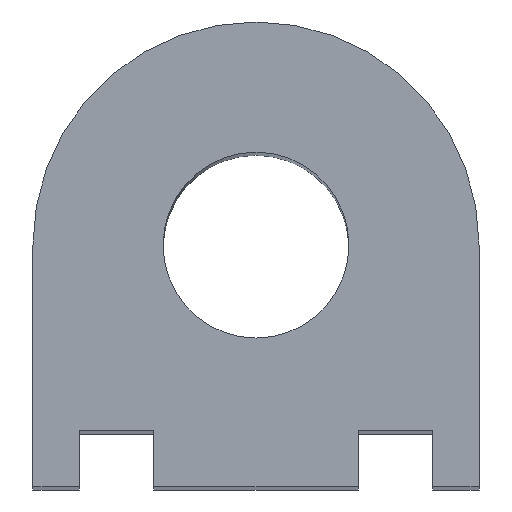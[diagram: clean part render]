
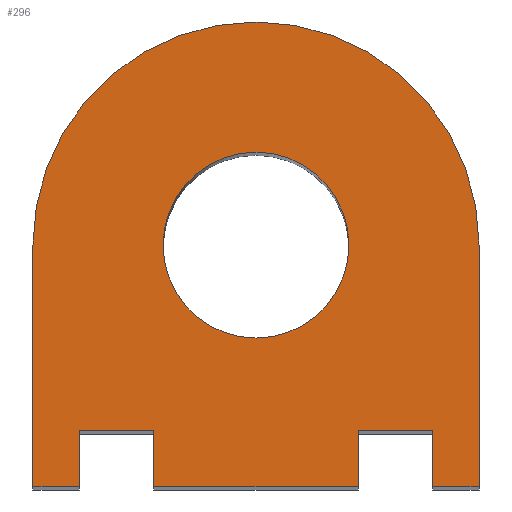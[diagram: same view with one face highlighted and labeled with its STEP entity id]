
A CAD part, top view. The second image highlights one B-rep face of the part: STEP entity #296.
In plain terms, the highlighted planar face has unit normal (0, 0, 1).
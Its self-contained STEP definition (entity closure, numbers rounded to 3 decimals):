
#17=FACE_BOUND('',#62,.T.);
#30=PLANE('',#338);
#45=FACE_OUTER_BOUND('',#61,.T.);
#61=EDGE_LOOP('',(#267,#268,#269,#270,#271,#272,#273,#274,#275,#276,#277,
#278));
#62=EDGE_LOOP('',(#279));
#77=LINE('',#454,#112);
#79=LINE('',#458,#114);
#81=LINE('',#462,#116);
#83=LINE('',#466,#118);
#85=LINE('',#470,#120);
#87=LINE('',#474,#122);
#89=LINE('',#478,#124);
#91=LINE('',#482,#126);
#93=LINE('',#486,#128);
#95=LINE('',#490,#130);
#97=LINE('',#493,#132);
#112=VECTOR('',#371,10.);
#114=VECTOR('',#375,10.);
#116=VECTOR('',#379,10.);
#118=VECTOR('',#383,10.);
#120=VECTOR('',#387,10.);
#122=VECTOR('',#391,10.);
#124=VECTOR('',#395,10.);
#126=VECTOR('',#399,10.);
#128=VECTOR('',#403,10.);
#130=VECTOR('',#407,10.);
#132=VECTOR('',#411,10.);
#134=CIRCLE('',#322,2.5);
#136=CIRCLE('',#326,6.);
#138=VERTEX_POINT('',#418);
#151=VERTEX_POINT('',#447);
#152=VERTEX_POINT('',#448);
#153=VERTEX_POINT('',#453);
#154=VERTEX_POINT('',#457);
#155=VERTEX_POINT('',#461);
#156=VERTEX_POINT('',#465);
#157=VERTEX_POINT('',#469);
#158=VERTEX_POINT('',#473);
#159=VERTEX_POINT('',#477);
#160=VERTEX_POINT('',#481);
#161=VERTEX_POINT('',#485);
#162=VERTEX_POINT('',#489);
#165=EDGE_CURVE('',#138,#138,#134,.T.);
#178=EDGE_CURVE('',#151,#152,#136,.T.);
#181=EDGE_CURVE('',#152,#153,#77,.T.);
#183=EDGE_CURVE('',#153,#154,#79,.T.);
#185=EDGE_CURVE('',#154,#155,#81,.T.);
#187=EDGE_CURVE('',#155,#156,#83,.T.);
#189=EDGE_CURVE('',#156,#157,#85,.T.);
#191=EDGE_CURVE('',#157,#158,#87,.T.);
#193=EDGE_CURVE('',#158,#159,#89,.T.);
#195=EDGE_CURVE('',#159,#160,#91,.T.);
#197=EDGE_CURVE('',#160,#161,#93,.T.);
#199=EDGE_CURVE('',#161,#162,#95,.T.);
#201=EDGE_CURVE('',#162,#151,#97,.T.);
#267=ORIENTED_EDGE('',*,*,#178,.F.);
#268=ORIENTED_EDGE('',*,*,#201,.F.);
#269=ORIENTED_EDGE('',*,*,#199,.F.);
#270=ORIENTED_EDGE('',*,*,#197,.F.);
#271=ORIENTED_EDGE('',*,*,#195,.F.);
#272=ORIENTED_EDGE('',*,*,#193,.F.);
#273=ORIENTED_EDGE('',*,*,#191,.F.);
#274=ORIENTED_EDGE('',*,*,#189,.F.);
#275=ORIENTED_EDGE('',*,*,#187,.F.);
#276=ORIENTED_EDGE('',*,*,#185,.F.);
#277=ORIENTED_EDGE('',*,*,#183,.F.);
#278=ORIENTED_EDGE('',*,*,#181,.F.);
#279=ORIENTED_EDGE('',*,*,#165,.T.);
#296=ADVANCED_FACE('',(#45,#17),#30,.T.);
#322=AXIS2_PLACEMENT_3D('',#420,#346,#347);
#326=AXIS2_PLACEMENT_3D('',#449,#365,#366);
#338=AXIS2_PLACEMENT_3D('',#494,#412,#413);
#346=DIRECTION('center_axis',(0.,0.,-1.));
#347=DIRECTION('ref_axis',(-1.,0.,0.));
#365=DIRECTION('center_axis',(0.,0.,-1.));
#366=DIRECTION('ref_axis',(-1.,0.,0.));
#371=DIRECTION('',(0.,-1.,0.));
#375=DIRECTION('',(-1.,0.,0.));
#379=DIRECTION('',(0.,1.,0.));
#383=DIRECTION('',(-1.,0.,0.));
#387=DIRECTION('',(0.,-1.,0.));
#391=DIRECTION('',(-1.,0.,0.));
#395=DIRECTION('',(0.,1.,0.));
#399=DIRECTION('',(-1.,0.,0.));
#403=DIRECTION('',(0.,-1.,0.));
#407=DIRECTION('',(-1.,0.,0.));
#411=DIRECTION('',(0.,1.,0.));
#412=DIRECTION('center_axis',(0.,0.,1.));
#413=DIRECTION('ref_axis',(1.,0.,0.));
#418=CARTESIAN_POINT('',(2.5,0.25,25.));
#420=CARTESIAN_POINT('Origin',(0.,0.25,25.));
#447=CARTESIAN_POINT('',(-6.,0.25,25.));
#448=CARTESIAN_POINT('',(6.,0.25,25.));
#449=CARTESIAN_POINT('Origin',(0.,0.25,
25.));
#453=CARTESIAN_POINT('',(6.,-6.25,25.));
#454=CARTESIAN_POINT('',(6.,0.25,25.));
#457=CARTESIAN_POINT('',(4.75,-6.25,25.));
#458=CARTESIAN_POINT('',(6.,-6.25,25.));
#461=CARTESIAN_POINT('',(4.75,-4.75,25.));
#462=CARTESIAN_POINT('',(4.75,-6.25,25.));
#465=CARTESIAN_POINT('',(2.75,-4.75,25.));
#466=CARTESIAN_POINT('',(4.75,-4.75,25.));
#469=CARTESIAN_POINT('',(2.75,-6.25,25.));
#470=CARTESIAN_POINT('',(2.75,-4.75,25.));
#473=CARTESIAN_POINT('',(-2.75,-6.25,25.));
#474=CARTESIAN_POINT('',(2.75,-6.25,25.));
#477=CARTESIAN_POINT('',(-2.75,-4.75,25.));
#478=CARTESIAN_POINT('',(-2.75,-6.25,25.));
#481=CARTESIAN_POINT('',(-4.75,-4.75,25.));
#482=CARTESIAN_POINT('',(-2.75,-4.75,25.));
#485=CARTESIAN_POINT('',(-4.75,-6.25,25.));
#486=CARTESIAN_POINT('',(-4.75,-4.75,25.));
#489=CARTESIAN_POINT('',(-6.,-6.25,25.));
#490=CARTESIAN_POINT('',(-4.75,-6.25,25.));
#493=CARTESIAN_POINT('',(-6.,-6.25,25.));
#494=CARTESIAN_POINT('Origin',(0.,-1.321,
25.));
